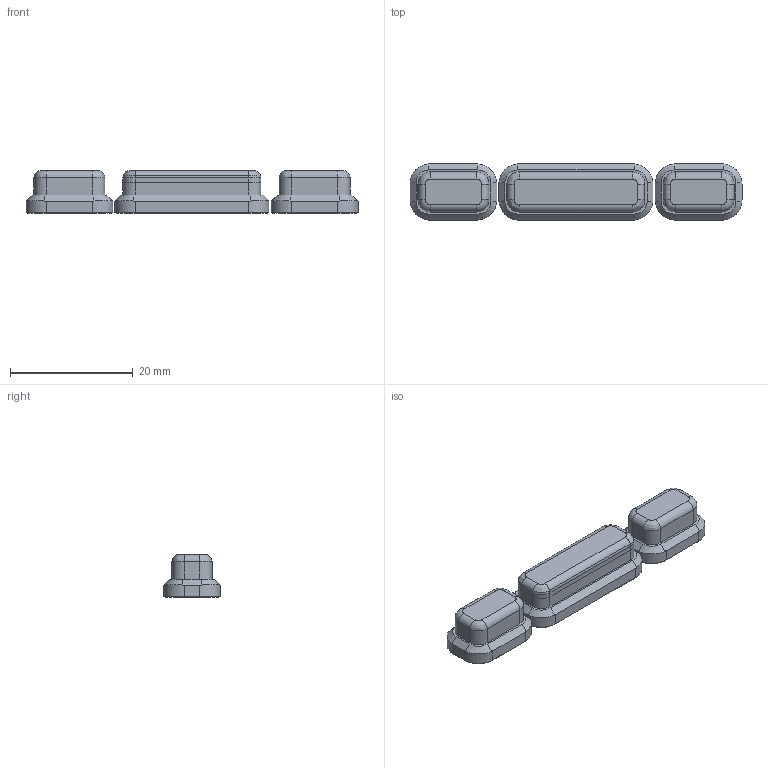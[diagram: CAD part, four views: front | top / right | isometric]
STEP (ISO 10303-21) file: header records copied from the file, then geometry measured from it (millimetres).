
FILE_DESCRIPTION(/* description */ (''),/* implementation_level */ '2;1');
FILE_NAME(/* name */ 'Buttons - Clearanced 0.02mm - Thickened (Release Candidate).step',/* time_stamp */ '2025-09-21T18:07:21-04:00',/* author */ (''),/* organization */ (''),/* preprocessor_version */ 'ST-DEVELOPER v20.1',/* originating_system */ 'Autodesk Translation Framework v14.17.0.0',/* authorisation */ '');
FILE_SCHEMA (('AUTOMOTIVE_DESIGN { 1 0 10303 214 3 1 1 }'));
Length unit declared in the file: millimetre
Products named in the file (5): Buttons; Button - Center; Center; Clear; Button - LeftRight
Assembly tree (5 placements, depth 3):
  Buttons
    Button - Center
      Center
      Clear
    Button - LeftRight  x2
Bounding box: 54.16 x 9.16 x 7 mm (x, y, z)
Volume: 2166.3 mm3; surface area: 2610.7 mm2
Topology: 5 solids, 10 shells, 182 faces, 411 edges, 256 vertices
Faces by surface type: plane 79, cylinder 50, cone 33, bspline 16, torus 4
Full cylindrical faces by diameter (mm): 0.48 x5, 3 x1
Entity records: 4021 total; most frequent: CARTESIAN_POINT 833, DIRECTION 691, ORIENTED_EDGE 598, EDGE_CURVE 299, AXIS2_PLACEMENT_3D 267, VERTEX_POINT 187, LINE 157, VECTOR 157
